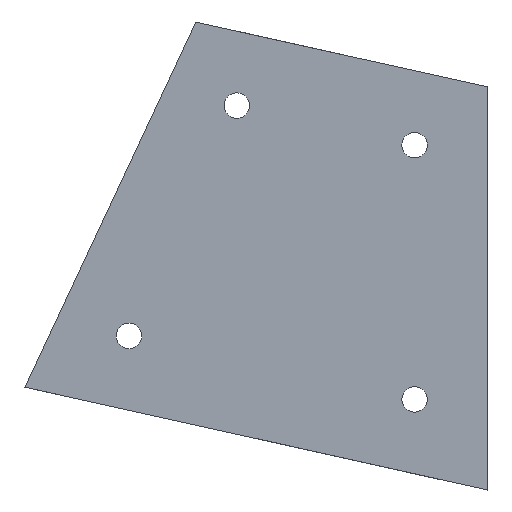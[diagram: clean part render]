
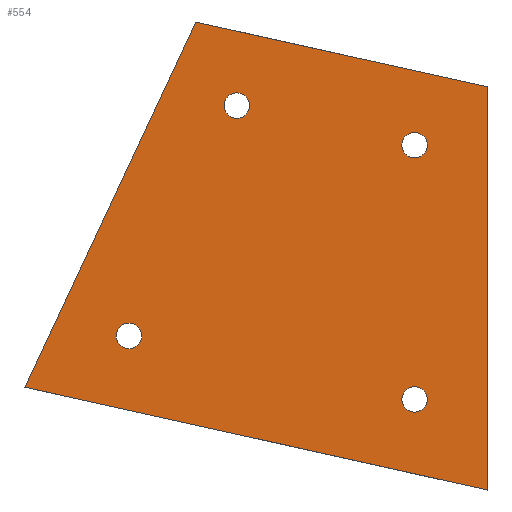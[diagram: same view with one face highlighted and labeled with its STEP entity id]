
A CAD part, top view. The second image highlights one B-rep face of the part: STEP entity #554.
In plain terms, the highlighted planar face has unit normal (0, 0, 1).
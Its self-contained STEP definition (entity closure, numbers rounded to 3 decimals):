
#19=FACE_BOUND('',#113,.T.);
#20=FACE_BOUND('',#114,.T.);
#21=FACE_BOUND('',#115,.T.);
#22=FACE_BOUND('',#116,.T.);
#42=CIRCLE('',#608,1.75);
#44=CIRCLE('',#612,1.75);
#46=CIRCLE('',#616,1.75);
#48=CIRCLE('',#620,1.75);
#78=FACE_OUTER_BOUND('',#112,.T.);
#112=EDGE_LOOP('',(#495,#496,#497,#498));
#113=EDGE_LOOP('',(#499));
#114=EDGE_LOOP('',(#500));
#115=EDGE_LOOP('',(#501));
#116=EDGE_LOOP('',(#502));
#155=LINE('',#877,#207);
#160=LINE('',#886,#212);
#163=LINE('',#891,#215);
#170=LINE('',#909,#222);
#207=VECTOR('',#707,10.);
#212=VECTOR('',#714,10.);
#215=VECTOR('',#719,10.);
#222=VECTOR('',#744,10.);
#259=VERTEX_POINT('',#874);
#260=VERTEX_POINT('',#876);
#263=VERTEX_POINT('',#884);
#264=VERTEX_POINT('',#889);
#268=VERTEX_POINT('',#914);
#270=VERTEX_POINT('',#921);
#272=VERTEX_POINT('',#928);
#274=VERTEX_POINT('',#935);
#320=EDGE_CURVE('',#259,#260,#155,.T.);
#325=EDGE_CURVE('',#263,#259,#160,.T.);
#328=EDGE_CURVE('',#264,#263,#163,.T.);
#338=EDGE_CURVE('',#264,#260,#170,.T.);
#341=EDGE_CURVE('',#268,#268,#42,.T.);
#344=EDGE_CURVE('',#270,#270,#44,.T.);
#347=EDGE_CURVE('',#272,#272,#46,.T.);
#350=EDGE_CURVE('',#274,#274,#48,.T.);
#495=ORIENTED_EDGE('',*,*,#325,.F.);
#496=ORIENTED_EDGE('',*,*,#328,.F.);
#497=ORIENTED_EDGE('',*,*,#338,.T.);
#498=ORIENTED_EDGE('',*,*,#320,.F.);
#499=ORIENTED_EDGE('',*,*,#344,.F.);
#500=ORIENTED_EDGE('',*,*,#341,.F.);
#501=ORIENTED_EDGE('',*,*,#347,.F.);
#502=ORIENTED_EDGE('',*,*,#350,.F.);
#524=PLANE('',#622);
#554=ADVANCED_FACE('',(#78,#19,#20,#21,#22),#524,.F.);
#608=AXIS2_PLACEMENT_3D('',#916,#752,#753);
#612=AXIS2_PLACEMENT_3D('',#923,#761,#762);
#616=AXIS2_PLACEMENT_3D('',#930,#770,#771);
#620=AXIS2_PLACEMENT_3D('',#937,#779,#780);
#622=AXIS2_PLACEMENT_3D('',#939,#783,#784);
#707=DIRECTION('',(-0.976,0.217,0.));
#714=DIRECTION('',(0.,-1.,0.));
#719=DIRECTION('',(0.976,-0.217,0.));
#744=DIRECTION('',(-0.424,-0.906,0.));
#752=DIRECTION('center_axis',(0.,0.,1.));
#753=DIRECTION('ref_axis',(1.,0.,0.));
#761=DIRECTION('center_axis',(0.,0.,1.));
#762=DIRECTION('ref_axis',(1.,0.,0.));
#770=DIRECTION('center_axis',(0.,0.,1.));
#771=DIRECTION('ref_axis',(1.,0.,0.));
#779=DIRECTION('center_axis',(0.,0.,1.));
#780=DIRECTION('ref_axis',(1.,0.,0.));
#783=DIRECTION('center_axis',(0.,0.,-1.));
#784=DIRECTION('ref_axis',(1.,0.,0.));
#874=CARTESIAN_POINT('',(47.089,-106.572,-7.));
#876=CARTESIAN_POINT('',(-16.567,-92.409,-7.));
#877=CARTESIAN_POINT('',(47.089,-106.572,-7.));
#884=CARTESIAN_POINT('',(47.089,-51.083,-7.));
#886=CARTESIAN_POINT('',(47.089,-51.083,-7.));
#889=CARTESIAN_POINT('',(6.961,-42.155,-7.));
#891=CARTESIAN_POINT('',(6.961,-42.155,-7.));
#909=CARTESIAN_POINT('',(6.961,-42.155,-7.));
#914=CARTESIAN_POINT('',(-3.973,-85.356,-7.));
#916=CARTESIAN_POINT('Origin',(-2.223,-85.356,-7.));
#921=CARTESIAN_POINT('',(10.867,-53.658,-7.));
#923=CARTESIAN_POINT('Origin',(12.617,-53.658,-7.));
#928=CARTESIAN_POINT('',(35.339,-94.103,-7.));
#930=CARTESIAN_POINT('Origin',(37.089,-94.103,-7.));
#935=CARTESIAN_POINT('',(35.339,-59.103,-7.));
#937=CARTESIAN_POINT('Origin',(37.089,-59.103,-7.));
#939=CARTESIAN_POINT('Origin',(37.089,-59.103,-7.));
